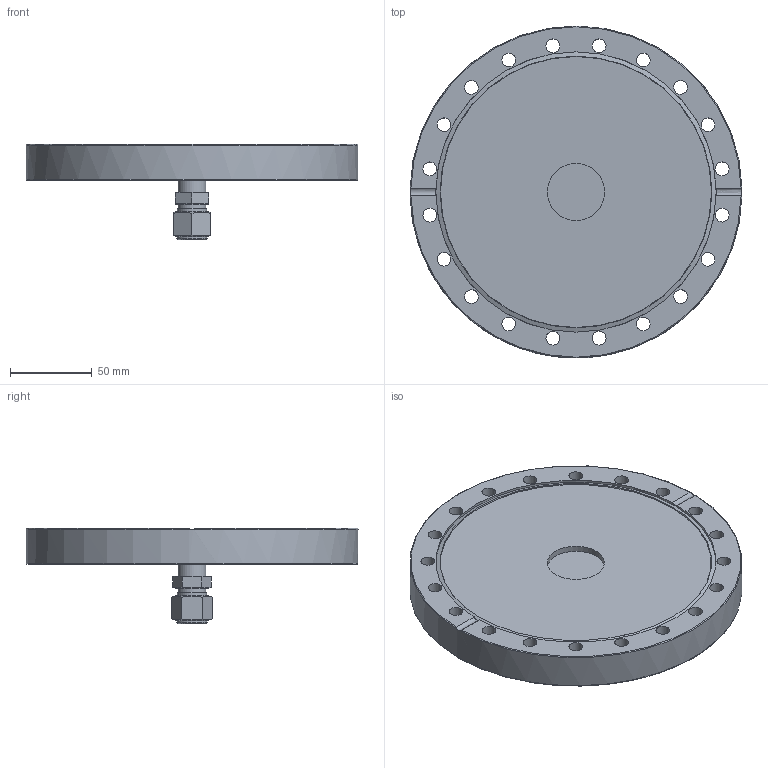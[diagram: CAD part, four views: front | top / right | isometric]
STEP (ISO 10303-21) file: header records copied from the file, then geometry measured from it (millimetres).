
FILE_DESCRIPTION((''),'2;1');
FILE_NAME('F35SWA13-304.stp','2009-04-15T14:55:48',('hasers'),(''),'Autodesk Inventor 2008','Autodesk Inventor 2008','');
FILE_SCHEMA(('AUTOMOTIVE_DESIGN { 1 0 10303 214 1 1 1 1 }'));
Length unit declared in the file: millimetre
Products named in the file (5): F35SWA13-304; CF [Title [Summary]=F35 (VACOM)]_1; CWC8-6P_1; Ansatz_1; Mutter
Assembly tree (4 placements, depth 3):
  F35SWA13-304
    CF [Title [Summary]=F35 (VACOM)]_1
    CWC8-6P_1
      Ansatz_1
      Mutter
Bounding box: 203 x 203 x 58.43 mm (x, y, z)
Volume: 431238.4 mm3; surface area: 101594.8 mm2
Topology: 3 solids, 3 shells, 79 faces, 213 edges, 147 vertices
Faces by surface type: plane 26, bspline 23, cylinder 14, cone 11, torus 5
Full cylindrical faces by diameter (mm): 10.41 x1, 12.2 x1, 12.7 x2, 17.1 x3, 18 x1, 18.493 x1, 35 x1, 154.5 x1, 171.4 x1, 203 x1
Entity records: 2684 total; most frequent: CARTESIAN_POINT 918, DIRECTION 312, ORIENTED_EDGE 286, EDGE_LOOP 178, AXIS2_PLACEMENT_3D 148, EDGE_CURVE 143, VERTEX_POINT 125, FACE_BOUND 99
